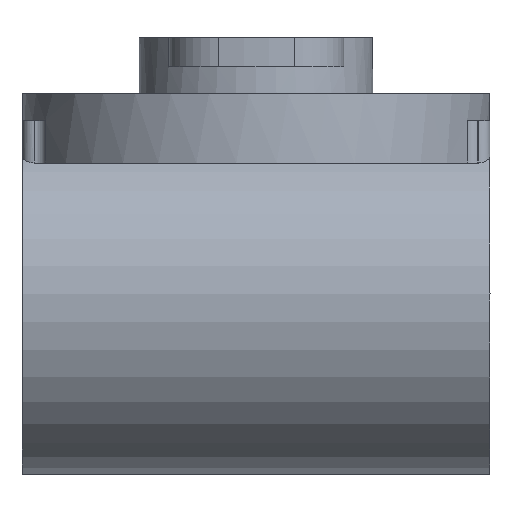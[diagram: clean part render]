
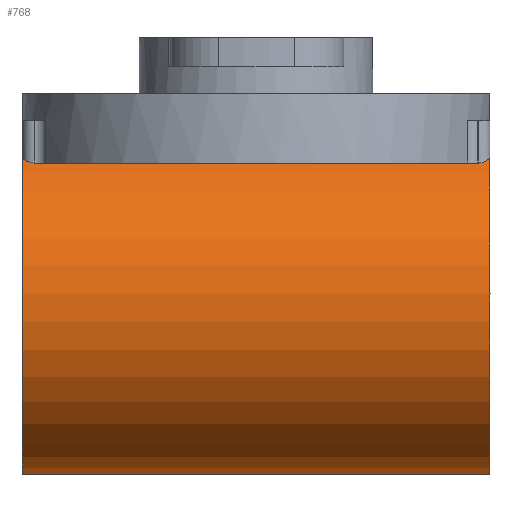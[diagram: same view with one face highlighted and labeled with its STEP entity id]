
A CAD part, left-side view. The second image highlights one B-rep face of the part: STEP entity #768.
In plain terms, the highlighted cylindrical face has radius 9.271 mm (diameter 18.542 mm), a partial arc.
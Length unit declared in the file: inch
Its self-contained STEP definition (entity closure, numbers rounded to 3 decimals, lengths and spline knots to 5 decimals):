
#21=B_SPLINE_CURVE_WITH_KNOTS('',3,(#1365,#1366,#1367,#1368,#1369,#1370,
#1371,#1372,#1373,#1374),.UNSPECIFIED.,.F.,.F.,(4,2,2,2,4),(0.10156,
0.12954,0.15752,0.18138,0.20523),
 .UNSPECIFIED.);
#22=B_SPLINE_CURVE_WITH_KNOTS('',3,(#1378,#1379,#1380,#1381,#1382,#1383,
#1384,#1385,#1386,#1387),.UNSPECIFIED.,.F.,.F.,(4,2,2,2,4),(0.20523,
0.22909,0.25294,0.28092,0.3089),
 .UNSPECIFIED.);
#41=CYLINDRICAL_SURFACE('',#870,0.365);
#84=FACE_OUTER_BOUND('',#130,.T.);
#130=EDGE_LOOP('',(#672,#673,#674,#675,#676,#677,#678,#679));
#178=LINE('',#1352,#234);
#181=LINE('',#1361,#237);
#185=LINE('',#1390,#241);
#186=LINE('',#1393,#242);
#234=VECTOR('',#1071,0.3937);
#237=VECTOR('',#1084,0.3937);
#241=VECTOR('',#1094,0.3937);
#242=VECTOR('',#1097,0.3937);
#284=CIRCLE('',#843,0.365);
#294=CIRCLE('',#871,0.365);
#350=VERTEX_POINT('',#1286);
#351=VERTEX_POINT('',#1288);
#363=VERTEX_POINT('',#1350);
#364=VERTEX_POINT('',#1351);
#365=VERTEX_POINT('',#1360);
#366=VERTEX_POINT('',#1364);
#367=VERTEX_POINT('',#1377);
#368=VERTEX_POINT('',#1392);
#443=EDGE_CURVE('',#351,#350,#284,.T.);
#464=EDGE_CURVE('',#363,#364,#178,.T.);
#469=EDGE_CURVE('',#365,#363,#181,.T.);
#471=EDGE_CURVE('',#366,#365,#21,.T.);
#473=EDGE_CURVE('',#367,#351,#22,.T.);
#475=EDGE_CURVE('',#364,#367,#185,.T.);
#476=EDGE_CURVE('',#368,#350,#186,.T.);
#477=EDGE_CURVE('',#368,#366,#294,.T.);
#672=ORIENTED_EDGE('',*,*,#473,.T.);
#673=ORIENTED_EDGE('',*,*,#443,.T.);
#674=ORIENTED_EDGE('',*,*,#476,.F.);
#675=ORIENTED_EDGE('',*,*,#477,.T.);
#676=ORIENTED_EDGE('',*,*,#471,.T.);
#677=ORIENTED_EDGE('',*,*,#469,.T.);
#678=ORIENTED_EDGE('',*,*,#464,.T.);
#679=ORIENTED_EDGE('',*,*,#475,.T.);
#768=ADVANCED_FACE('',(#84),#41,.T.);
#843=AXIS2_PLACEMENT_3D('',#1289,#1022,#1023);
#870=AXIS2_PLACEMENT_3D('',#1391,#1095,#1096);
#871=AXIS2_PLACEMENT_3D('',#1394,#1098,#1099);
#1022=DIRECTION('center_axis',(0.002,-1.,0.));
#1023=DIRECTION('ref_axis',(-0.137,0.,-0.991));
#1071=DIRECTION('',(-0.002,1.,0.));
#1084=DIRECTION('',(-0.002,1.,0.));
#1094=DIRECTION('',(-0.002,1.,0.));
#1095=DIRECTION('center_axis',(0.002,-1.,0.));
#1096=DIRECTION('ref_axis',(-0.137,0.,-0.991));
#1097=DIRECTION('',(-0.002,1.,0.));
#1098=DIRECTION('center_axis',(-0.002,1.,0.));
#1099=DIRECTION('ref_axis',(-0.137,0.,-0.991));
#1286=CARTESIAN_POINT('',(1.48316,-2.99102,-1.00767));
#1288=CARTESIAN_POINT('',(1.35767,-2.9913,-0.32607));
#1289=CARTESIAN_POINT('Origin',(1.53316,-2.99092,-0.64611));
#1350=CARTESIAN_POINT('',(1.33478,-3.96545,-0.34111));
#1351=CARTESIAN_POINT('',(1.33272,-3.01725,-0.34111));
#1352=CARTESIAN_POINT('',(1.33267,-2.99135,-0.34111));
#1360=CARTESIAN_POINT('',(1.33479,-3.96635,-0.34111));
#1361=CARTESIAN_POINT('',(1.33267,-2.99135,-0.34111));
#1364=CARTESIAN_POINT('',(1.35984,-3.99129,-0.32607));
#1365=CARTESIAN_POINT('Ctrl Pts',(1.35984,-3.99129,-0.32607));
#1366=CARTESIAN_POINT('Ctrl Pts',(1.35662,-3.9913,-0.32783));
#1367=CARTESIAN_POINT('Ctrl Pts',(1.35319,-3.99065,-0.32978));
#1368=CARTESIAN_POINT('Ctrl Pts',(1.34685,-3.98797,-0.33351));
#1369=CARTESIAN_POINT('Ctrl Pts',(1.34394,-3.98592,-0.3353));
#1370=CARTESIAN_POINT('Ctrl Pts',(1.33965,-3.98138,-0.33798));
#1371=CARTESIAN_POINT('Ctrl Pts',(1.33785,-3.97872,-0.33913));
#1372=CARTESIAN_POINT('Ctrl Pts',(1.33543,-3.97277,-0.34069));
#1373=CARTESIAN_POINT('Ctrl Pts',(1.33479,-3.96948,-0.34111));
#1374=CARTESIAN_POINT('Ctrl Pts',(1.33479,-3.96635,-0.34111));
#1377=CARTESIAN_POINT('',(1.33272,-3.01635,-0.34111));
#1378=CARTESIAN_POINT('Ctrl Pts',(1.33272,-3.01635,-0.34111));
#1379=CARTESIAN_POINT('Ctrl Pts',(1.33271,-3.01322,-0.34111));
#1380=CARTESIAN_POINT('Ctrl Pts',(1.33333,-3.00993,-0.34069));
#1381=CARTESIAN_POINT('Ctrl Pts',(1.33573,-3.00397,-0.33913));
#1382=CARTESIAN_POINT('Ctrl Pts',(1.33751,-3.0013,-0.33798));
#1383=CARTESIAN_POINT('Ctrl Pts',(1.34179,-2.99674,-0.3353));
#1384=CARTESIAN_POINT('Ctrl Pts',(1.34469,-2.99468,-0.33351));
#1385=CARTESIAN_POINT('Ctrl Pts',(1.35102,-2.99197,-0.32978));
#1386=CARTESIAN_POINT('Ctrl Pts',(1.35445,-2.9913,-0.32783));
#1387=CARTESIAN_POINT('Ctrl Pts',(1.35767,-2.9913,-0.32607));
#1390=CARTESIAN_POINT('',(1.33267,-2.99135,-0.34111));
#1391=CARTESIAN_POINT('Origin',(1.53316,-2.99092,-0.64611));
#1392=CARTESIAN_POINT('',(1.48534,-3.99102,-1.00767));
#1393=CARTESIAN_POINT('',(1.48425,-3.49102,-1.00767));
#1394=CARTESIAN_POINT('Origin',(1.53534,-3.99091,-0.64611));
